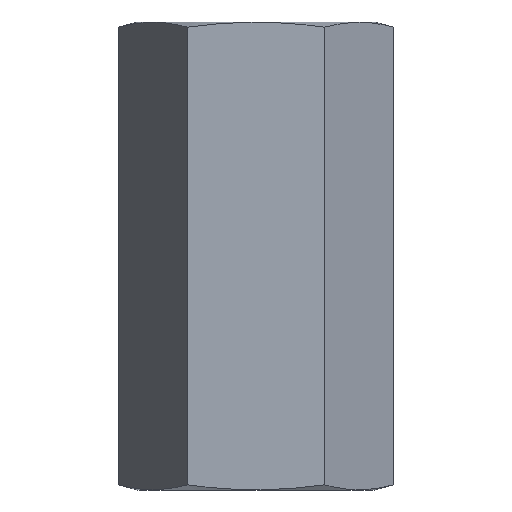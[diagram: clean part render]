
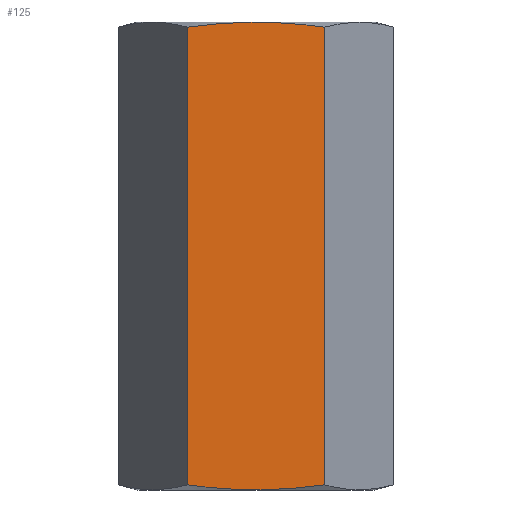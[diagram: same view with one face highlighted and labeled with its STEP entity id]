
A CAD part, front view. The second image highlights one B-rep face of the part: STEP entity #125.
In plain terms, the highlighted planar face has unit normal (0, -1, 0).
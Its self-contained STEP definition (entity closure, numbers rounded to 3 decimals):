
#125=ADVANCED_FACE('',(#308),#309,.T.);
#129=VERTEX_POINT('',#314);
#131=VERTEX_POINT('',#316);
#177=VERTEX_POINT('',#366);
#193=EDGE_CURVE('',#239,#131,#385,.T.);
#197=EDGE_CURVE('',#129,#177,#389,.T.);
#201=EDGE_CURVE('',#177,#239,#393,.T.);
#213=EDGE_CURVE('',#131,#129,#406,.T.);
#239=VERTEX_POINT('',#436);
#308=FACE_OUTER_BOUND('',#534,.T.);
#309=PLANE('',#535);
#314=CARTESIAN_POINT('',(15.875,-27.496,-106.809));
#316=CARTESIAN_POINT('',(15.875,-27.496,-1.191));
#366=CARTESIAN_POINT('',(-15.875,-27.496,-106.809));
#385=(B_SPLINE_CURVE(2,(#658,#659,#660),.UNSPECIFIED.,.F.,.F.)B_SPLINE_CURVE_WITH_KNOTS((3,3),(0.0,31.832),.UNSPECIFIED.)RATIONAL_B_SPLINE_CURVE((1.0,1.155,1.0))BOUNDED_CURVE()REPRESENTATION_ITEM('')GEOMETRIC_REPRESENTATION_ITEM()CURVE());
#389=(B_SPLINE_CURVE(2,(#682,#683,#684),.UNSPECIFIED.,.F.,.F.)B_SPLINE_CURVE_WITH_KNOTS((3,3),(0.0,31.832),.UNSPECIFIED.)RATIONAL_B_SPLINE_CURVE((1.0,1.155,1.0))BOUNDED_CURVE()REPRESENTATION_ITEM('')GEOMETRIC_REPRESENTATION_ITEM()CURVE());
#393=LINE('',#697,#698);
#406=LINE('',#718,#719);
#436=CARTESIAN_POINT('',(-15.875,-27.496,-1.191));
#534=EDGE_LOOP('',(#845,#846,#847,#848));
#535=AXIS2_PLACEMENT_3D('',#849,#850,#851);
#658=CARTESIAN_POINT('',(-15.875,-27.496,-1.191));
#659=CARTESIAN_POINT('',(0.,-27.496,0.936));
#660=CARTESIAN_POINT('',(15.875,-27.496,-1.191));
#682=CARTESIAN_POINT('',(15.875,-27.496,-106.809));
#683=CARTESIAN_POINT('',(0.,-27.496,-108.936));
#684=CARTESIAN_POINT('',(-15.875,-27.496,-106.809));
#697=CARTESIAN_POINT('',(-15.875,-27.496,-54.));
#698=VECTOR('',#946,1.0);
#718=CARTESIAN_POINT('',(15.875,-27.496,-54.));
#719=VECTOR('',#963,1.0);
#845=ORIENTED_EDGE('',*,*,#193,.F.);
#846=ORIENTED_EDGE('',*,*,#201,.F.);
#847=ORIENTED_EDGE('',*,*,#197,.F.);
#848=ORIENTED_EDGE('',*,*,#213,.F.);
#849=CARTESIAN_POINT('',(15.875,-27.496,-108.0));
#850=DIRECTION('',(0.0,-1.0,0.0));
#851=DIRECTION('',(0.0,0.0,1.0));
#946=DIRECTION('',(0.0,0.0,1.0));
#963=DIRECTION('',(0.0,0.0,-1.0));
